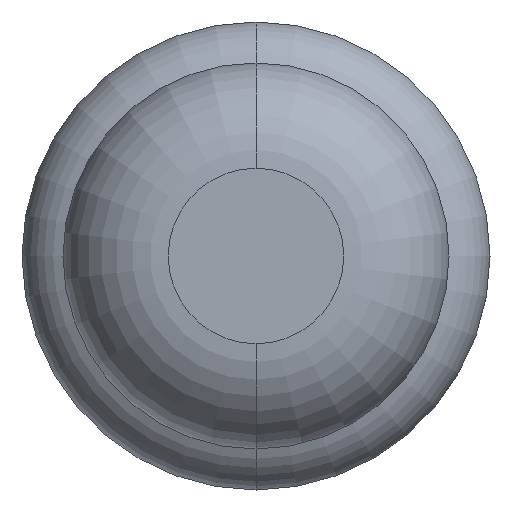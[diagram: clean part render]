
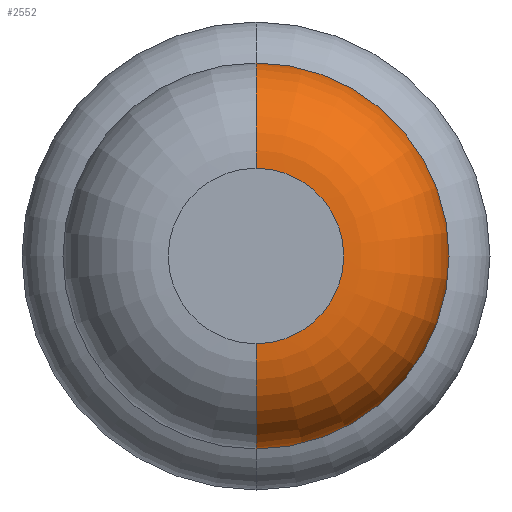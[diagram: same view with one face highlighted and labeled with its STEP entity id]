
A CAD part, front view. The second image highlights one B-rep face of the part: STEP entity #2552.
In plain terms, the highlighted toroidal (fillet/blend) face has major radius 0.375 mm and minor radius 0.45 mm.
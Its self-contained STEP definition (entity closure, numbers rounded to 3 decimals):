
#101 = FACE_OUTER_BOUND ( 'NONE', #3184, .T. ) ;
#153 = DIRECTION ( 'NONE',  ( 0., 0., 1. ) ) ;
#200 = CARTESIAN_POINT ( 'NONE',  ( 0., -23.55, 0.825 ) ) ;
#234 = VERTEX_POINT ( 'NONE', #2830 ) ;
#346 = DIRECTION ( 'NONE',  ( 0., 0., 1. ) ) ;
#444 = DIRECTION ( 'NONE',  ( -1., 0., 0. ) ) ;
#450 = AXIS2_PLACEMENT_3D ( 'NONE', #4167, #599, #1620 ) ;
#581 = AXIS2_PLACEMENT_3D ( 'NONE', #4038, #3029, #3414 ) ;
#599 = DIRECTION ( 'NONE',  ( 0., 1., 0. ) ) ;
#745 = CARTESIAN_POINT ( 'NONE',  ( 0., -24., -0.375 ) ) ;
#777 = ORIENTED_EDGE ( 'NONE', *, *, #1653, .F. ) ;
#790 = ORIENTED_EDGE ( 'NONE', *, *, #1710, .F. ) ;
#1050 = ORIENTED_EDGE ( 'NONE', *, *, #1684, .T. ) ;
#1119 = DIRECTION ( 'NONE',  ( 0., 0., 1. ) ) ;
#1156 = VERTEX_POINT ( 'NONE', #200 ) ;
#1312 = DIRECTION ( 'NONE',  ( 0., 1., 0. ) ) ;
#1440 = CARTESIAN_POINT ( 'NONE',  ( 0., -23.55, 0. ) ) ;
#1615 = AXIS2_PLACEMENT_3D ( 'NONE', #3729, #444, #1119 ) ;
#1620 = DIRECTION ( 'NONE',  ( 0., 0., 1. ) ) ;
#1653 = EDGE_CURVE ( 'NONE', #234, #1156, #3628, .T. ) ;
#1684 = EDGE_CURVE ( 'NONE', #2291, #3198, #3779, .T. ) ;
#1710 = EDGE_CURVE ( 'Defeature ausgef�hrt1_3+Defeature ausgef�hrt1_2+Defeature ausgef�hrt1_2+Defeature ausgef�hrt1_2', #1156, #3198, #3159, .T. ) ;
#1877 = CIRCLE ( 'NONE', #2686, 0.375 ) ;
#2103 = DIRECTION ( 'NONE',  ( 0., 1., 0. ) ) ;
#2291 = VERTEX_POINT ( 'NONE', #745 ) ;
#2552 = ADVANCED_FACE ( 'Defeature ausgef�hrt1_2', ( #101 ), #3464, .T. ) ;
#2650 = CARTESIAN_POINT ( 'NONE',  ( 0., -24., 0. ) ) ;
#2686 = AXIS2_PLACEMENT_3D ( 'NONE', #2650, #1312, #346 ) ;
#2830 = CARTESIAN_POINT ( 'NONE',  ( 0., -24., 0.375 ) ) ;
#3029 = DIRECTION ( 'NONE',  ( 1., 0., 0. ) ) ;
#3159 = CIRCLE ( 'NONE', #3448, 0.825 ) ;
#3184 = EDGE_LOOP ( 'NONE', ( #3688, #1050, #790, #777 ) ) ;
#3198 = VERTEX_POINT ( 'NONE', #3666 ) ;
#3414 = DIRECTION ( 'NONE',  ( 0., 0., -1. ) ) ;
#3448 = AXIS2_PLACEMENT_3D ( 'NONE', #1440, #2103, #153 ) ;
#3464 = TOROIDAL_SURFACE ( 'NONE', #450, 0.375, 0.45 ) ;
#3628 = CIRCLE ( 'NONE', #1615, 0.45 ) ;
#3666 = CARTESIAN_POINT ( 'NONE',  ( 0., -23.55, -0.825 ) ) ;
#3688 = ORIENTED_EDGE ( 'NONE', *, *, #4088, .T. ) ;
#3729 = CARTESIAN_POINT ( 'NONE',  ( 0., -23.55, 0.375 ) ) ;
#3779 = CIRCLE ( 'NONE', #581, 0.45 ) ;
#4038 = CARTESIAN_POINT ( 'NONE',  ( 0., -23.55, -0.375 ) ) ;
#4088 = EDGE_CURVE ( 'Defeature ausgef�hrt1_2+Defeature ausgef�hrt1_1+Defeature ausgef�hrt1_1+Defeature ausgef�hrt1_1', #234, #2291, #1877, .T. ) ;
#4167 = CARTESIAN_POINT ( 'NONE',  ( 0., -23.55, 0. ) ) ;
